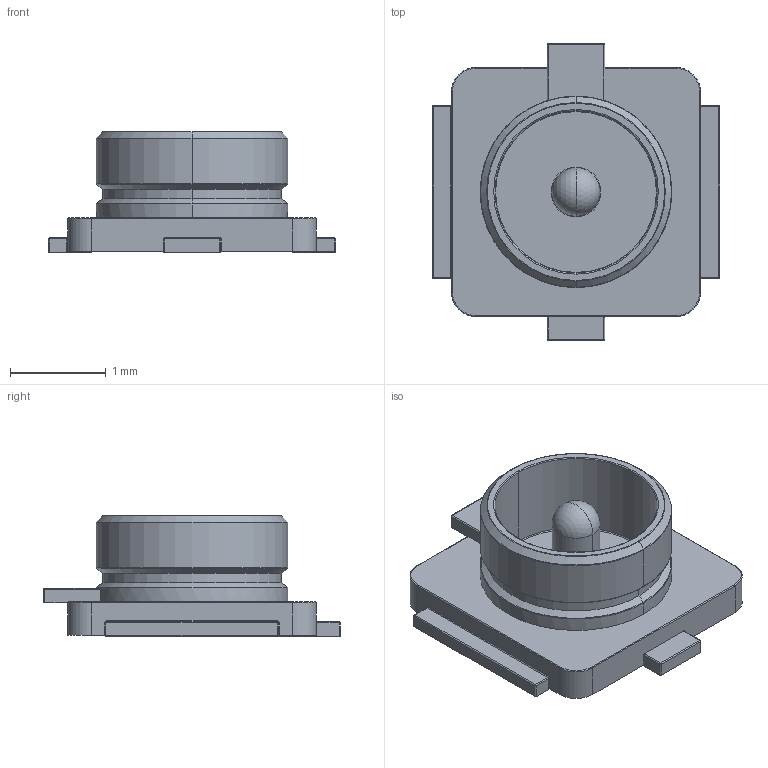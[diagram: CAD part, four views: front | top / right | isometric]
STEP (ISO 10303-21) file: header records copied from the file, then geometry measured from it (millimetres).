
FILE_DESCRIPTION(('FreeCAD Model'),'2;1');
FILE_NAME('User Library-20279-001.step', '2016-04-19T10:01:25',('Author'),(''), 'Open CASCADE STEP processor 6.8','FreeCAD','Unknown');
FILE_SCHEMA(('AUTOMOTIVE_DESIGN_CC2 { 1 2 10303 214 -1 1 5 4 }'));
Length unit declared in the file: millimetre
Products named in the file (1): User_Library-20279-001
Bounding box: 3 x 3.1 x 1.26 mm (x, y, z)
Volume: 3.4 mm3; surface area: 31 mm2
Topology: 1 solids, 1 shells, 121 faces, 287 edges, 159 vertices
Faces by surface type: cylinder 51, plane 30, torus 23, sphere 11, cone 6
Entity records: 16059 total; most frequent: CARTESIAN_POINT 10196, DIRECTION 800, ORIENTED_EDGE 552, PCURVE 552, DEFINITIONAL_REPRESENTATION 552, B_SPLINE_CURVE_WITH_KNOTS 376, EDGE_CURVE 276, SURFACE_CURVE 276
